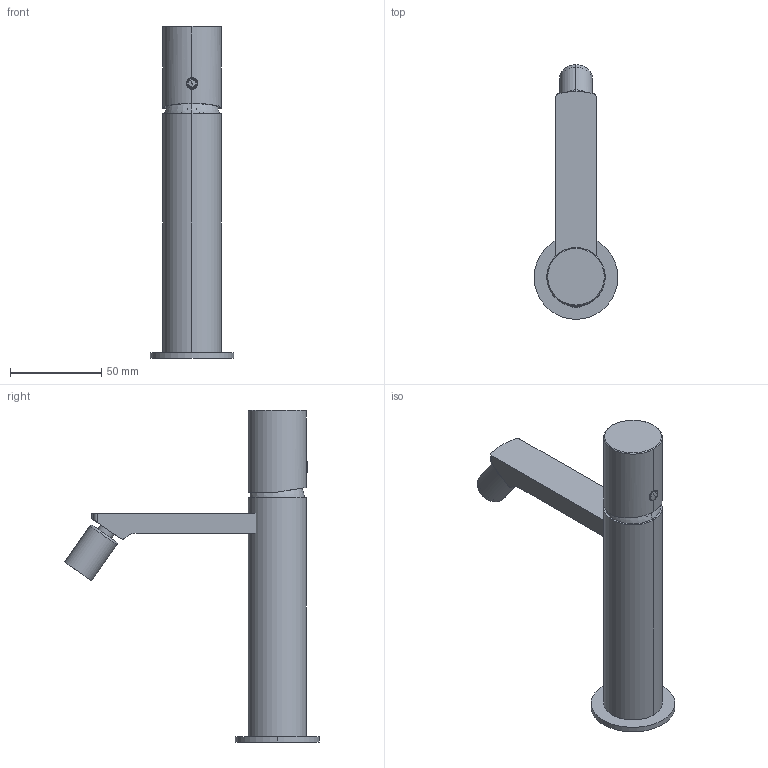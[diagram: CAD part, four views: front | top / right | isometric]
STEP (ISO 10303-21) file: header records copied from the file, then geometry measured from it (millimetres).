
FILE_DESCRIPTION(('CATIA V5 STEP Exchange','CAx-IF Rec.Pracs.--- Model Styling and Organization---1.5--- 2016-08-15','CAx-IF Rec.Pracs.---Supplemental Geometry---1.0---2011-11-01','CAx-IF Rec.Pracs.--- Composite Materials ---3.4---2017-06-13','CAx-IF Rec.Pracs.---Tessellated 3D Geometry---1.0---2015-12-17'),'2;1');
FILE_NAME('X4 00056.stp','2022-09-16T06:19:58+00:00',('none'),('none'),'CATIA Version 5-6 Release 2020 SP2','CATIA V5 STEP AP242 v2','none');
FILE_SCHEMA(('AP242_MANAGED_MODEL_BASED_3D_ENGINEERING_MIM_LF {1 0 10303 442 1 1 4}'));
Length unit declared in the file: millimetre
Products named in the file (11): X4 00056; PR9C294; P47408; P41086; P46863; P47329; P47332; PR9C154; P9C158; P50533; P46958
Assembly tree (11 placements, depth 3):
  X4 00056
    PR9C294
      P47408
    P41086  x2
    P46863
    P47329
    P47332
    PR9C154
    P9C158
    P50533
    P46958
Bounding box: 46 x 139.41 x 182 mm (x, y, z)
Volume: 111184 mm3; surface area: 51040.8 mm2
Topology: 13 solids, 2367 shells, 2832 faces, 13649 edges, 13199 vertices
Faces by surface type: plane 1805, cylinder 668, bspline 180, cone 102, torus 69, sphere 6, revolution 2
Entity records: 155650 total; most frequent: CARTESIAN_POINT 58672, ORIENTED_EDGE 14563, EDGE_CURVE 13593, VERTEX_POINT 13175, DIRECTION 12709, VECTOR 6744, LINE 6744, B_SPLINE_CURVE_WITH_KNOTS 5660
